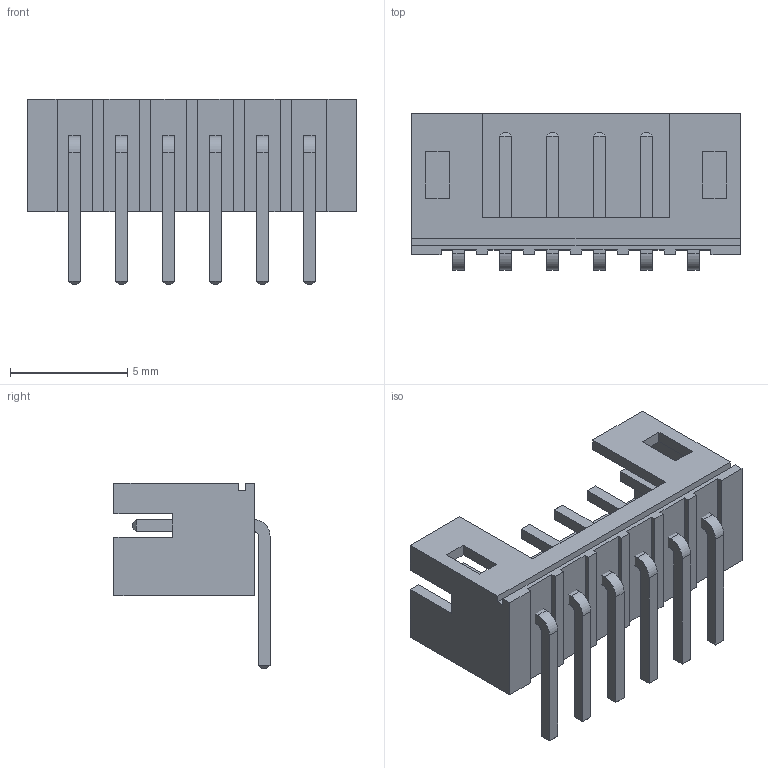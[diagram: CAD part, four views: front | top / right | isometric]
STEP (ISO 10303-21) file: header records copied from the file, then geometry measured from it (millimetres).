
FILE_DESCRIPTION(('FreeCAD Model'),'2;1');
FILE_NAME('Open CASCADE Shape Model','2024-01-15T18:56:10',(''),(''), 'Open CASCADE STEP processor 7.6','FreeCAD','Unknown');
FILE_SCHEMA(('AUTOMOTIVE_DESIGN { 1 0 10303 214 1 1 1 1 }'));
Length unit declared in the file: millimetre
Products named in the file (3): Connector P=2.0 6x; Housing; Pin1
Assembly tree (7 placements, depth 2):
  Connector P=2.0 6x
    Housing
    Pin1  x6
Bounding box: 14 x 6.65 x 7.9 mm (x, y, z)
Volume: 116.5 mm3; surface area: 626.5 mm2
Topology: 7 solids, 7 shells, 166 faces, 408 edges, 256 vertices
Faces by surface type: plane 154, cylinder 12
Entity records: 5171 total; most frequent: CARTESIAN_POINT 844, DIRECTION 796, LINE 616, VECTOR 616, ORIENTED_EDGE 416, PCURVE 416, DEFINITIONAL_REPRESENTATION 416, EDGE_CURVE 208
